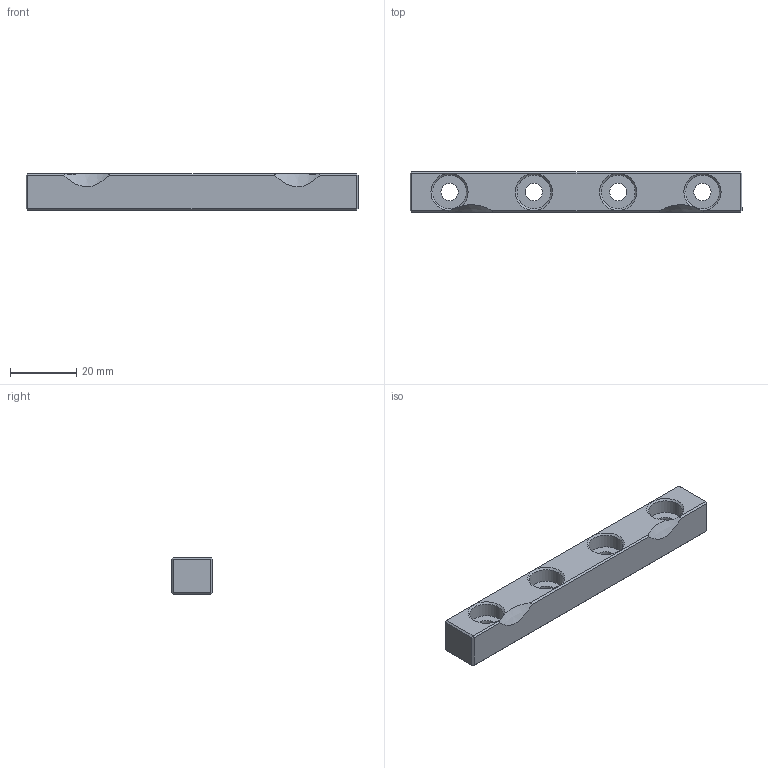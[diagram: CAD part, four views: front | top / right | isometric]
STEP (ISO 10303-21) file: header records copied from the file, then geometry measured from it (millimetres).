
FILE_DESCRIPTION(/* description */ ('','CAx-IF Rec.Pracs.---Representation and Presentation of Product Manufacturing Information (PMI)---4.0---2014-10-13'),/* implementation_level */ '2;1');
FILE_NAME(/* name */ 'Jaw Face.step',/* time_stamp */ '2024-12-17T14:32:16-08:00',/* author */ (''),/* organization */ (''),/* preprocessor_version */ 'ST-DEVELOPER v20',/* originating_system */ 'Autodesk Translation Framework v13.20.0.188',/* authorisation */ '');
FILE_SCHEMA (('AP242_MANAGED_MODEL_BASED_3D_ENGINEERING_MIM_LF { 1 0 10303 442 1 1 4 }'));
Length unit declared in the file: millimetre
Products named in the file (2): Jaw Face; Jaw Face_1
Assembly tree (1 placements, depth 2):
  Jaw Face
    Jaw Face_1
Bounding box: 100 x 12.3 x 11.11 mm (x, y, z)
Volume: 11417.9 mm3; surface area: 5587.2 mm2
Topology: 1 solids, 1 shells, 50 faces, 106 edges, 60 vertices
Faces by surface type: plane 32, cone 10, cylinder 8
Full cylindrical faces by diameter (mm): 5.2 x4, 10.2 x4
Entity records: 1381 total; most frequent: DIRECTION 242, CARTESIAN_POINT 233, ORIENTED_EDGE 212, EDGE_CURVE 106, AXIS2_PLACEMENT_3D 87, LINE 68, VECTOR 68, EDGE_LOOP 60
